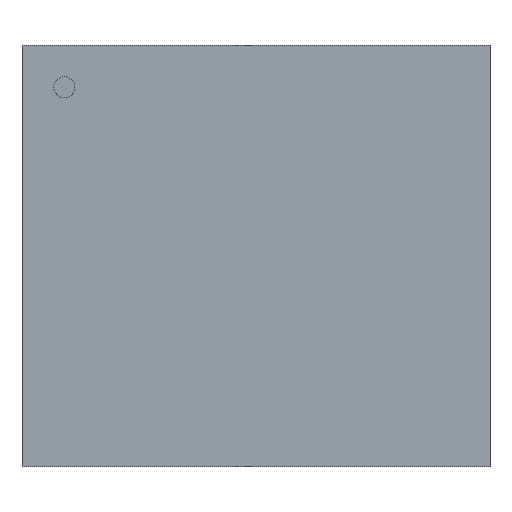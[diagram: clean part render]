
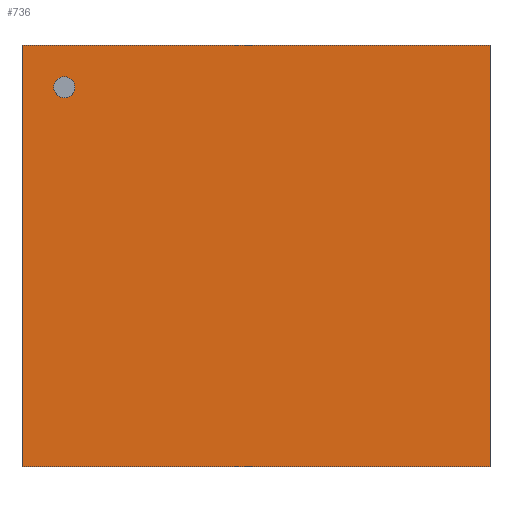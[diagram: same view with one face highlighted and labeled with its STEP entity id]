
A CAD part, top view. The second image highlights one B-rep face of the part: STEP entity #736.
In plain terms, the highlighted planar face has unit normal (0, 0, 1).
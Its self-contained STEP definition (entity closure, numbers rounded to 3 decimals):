
#512=CARTESIAN_POINT('',(1.029,-0.927,0.508));
#511=VERTEX_POINT('',#512);
#522=CARTESIAN_POINT('',(-1.029,-0.927,0.508));
#521=VERTEX_POINT('',#522);
#520=EDGE_CURVE('',#521,#511,#525,.T.);
#525=LINE('',#522,#527);
#527=VECTOR('',#528,2.057);
#528=DIRECTION('',(1.0,0.0,0.0));
#561=CARTESIAN_POINT('',(1.029,0.927,0.508));
#560=VERTEX_POINT('',#561);
#569=EDGE_CURVE('',#511,#560,#574,.T.);
#574=LINE('',#512,#576);
#576=VECTOR('',#577,1.854);
#577=DIRECTION('',(0.0,1.0,0.0));
#610=CARTESIAN_POINT('',(-1.029,0.927,0.508));
#609=VERTEX_POINT('',#610);
#618=EDGE_CURVE('',#560,#609,#623,.T.);
#623=LINE('',#561,#625);
#625=VECTOR('',#626,2.057);
#626=DIRECTION('',(-1.0,0.0,0.0));
#667=EDGE_CURVE('',#609,#521,#672,.T.);
#672=LINE('',#610,#674);
#674=VECTOR('',#675,1.854);
#675=DIRECTION('',(0.0,-1.0,0.0));
#736=ADVANCED_FACE('',(#742),#737,.T.);
#737=PLANE('',#738);
#738=AXIS2_PLACEMENT_3D('',#739,#740,#741);
#739=CARTESIAN_POINT('',(-1.029,-0.927,0.508));
#740=DIRECTION('',(0.0,0.0,1.0));
#741=DIRECTION('',(0.,1.,0.));
#742=FACE_OUTER_BOUND('',#743,.T.);
#743=EDGE_LOOP('',(#744,#754,#764,#774));
#744=ORIENTED_EDGE('',*,*,#520,.T.);
#754=ORIENTED_EDGE('',*,*,#569,.T.);
#764=ORIENTED_EDGE('',*,*,#618,.T.);
#774=ORIENTED_EDGE('',*,*,#667,.T.);
